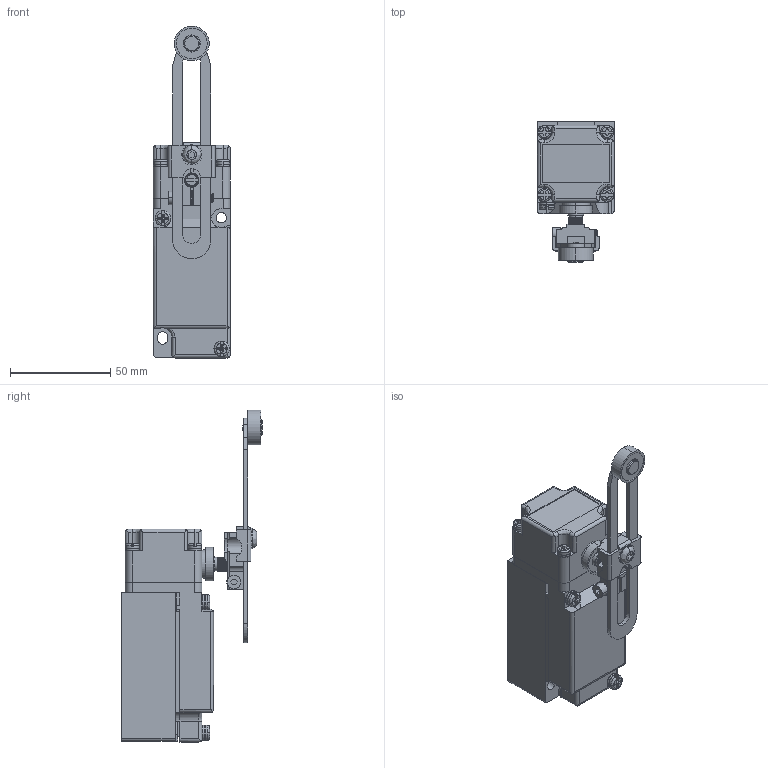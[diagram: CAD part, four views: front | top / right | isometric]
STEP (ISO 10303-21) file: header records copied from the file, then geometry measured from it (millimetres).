
FILE_DESCRIPTION (( 'STEP AP203' ), '1' );
FILE_NAME ('F25ASRL539.STEP', '2016-07-20T13:04:03', ( 'Sam' ), ( 'Spade' ), 'SwSTEP 2.0', 'SolidWorks 2002296', '' );
FILE_SCHEMA (( 'CONFIG_CONTROL_DESIGN' ));
Length unit declared in the file: inch
Products named in the file (22): F25ASRL539; Imported130; Imported129; Imported134; Imported133; Imported132; Imported131; Imported137; Imported136; Imported135; Imported140; Imported139; Imported138; Imported144; Imported143; Imported142; Imported141; Imported147; Imported146; Imported145; Imported149; Imported148
Assembly tree (21 placements, depth 2):
  F25ASRL539
    Imported139
    Imported138
    Imported144
    Imported130
    Imported133
    Imported149
    Imported137
    Imported129
    Imported134
    Imported136
    Imported143
    Imported145
    Imported140
    Imported148
    Imported135
    Imported141
    Imported146
    Imported147
    Imported132
    Imported131
    Imported142
Bounding box: 38.61 x 70.4 x 165.76 mm (x, y, z)
Volume: 173263.2 mm3; surface area: 51933.1 mm2
Topology: 21 solids, 21 shells, 1108 faces, 2817 edges, 1782 vertices
Faces by surface type: plane 537, cone 277, cylinder 259, bspline 35
Entity records: 42114 total; most frequent: CARTESIAN_POINT 13590, ORIENTED_EDGE 5634, DIRECTION 5197, EDGE_CURVE 2817, AXIS2_PLACEMENT_3D 1795, VERTEX_POINT 1782, LINE 1607, VECTOR 1607
